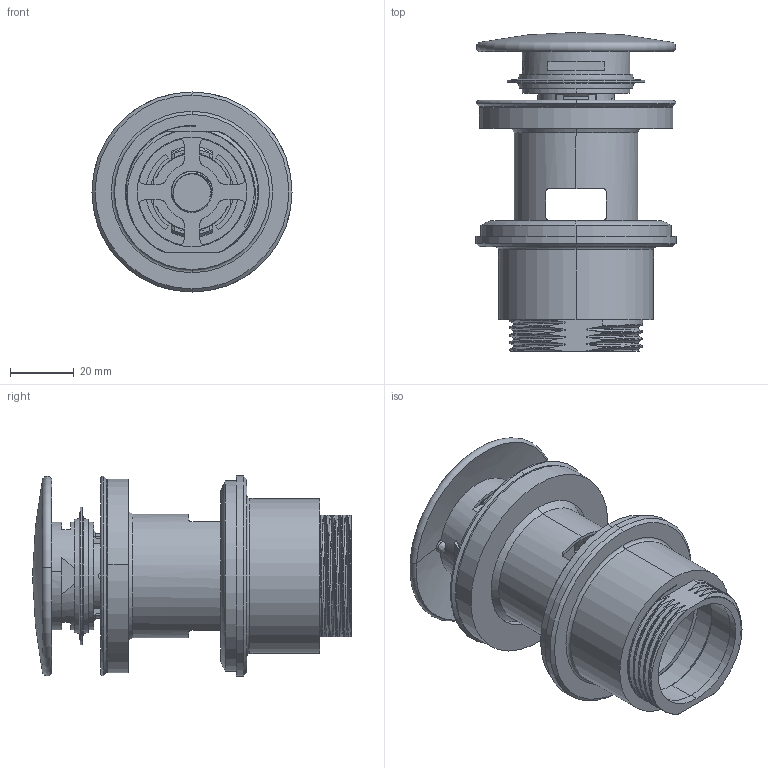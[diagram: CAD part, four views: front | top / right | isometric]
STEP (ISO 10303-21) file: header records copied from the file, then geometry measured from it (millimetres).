
FILE_DESCRIPTION((''),'2;1');
FILE_NAME('ZSCA060CR','2021-05-10T16:26:42',('ut3'),('PAFFONI SpA'),'CREO PARAMETRIC BY PTC INC, 2020044','CREO PARAMETRIC BY PTC INC, 2020044','');
FILE_SCHEMA(('CONFIG_CONTROL_DESIGN','SHAPE_APPEARANCE_LAYERS_GROUPS'));
Products named in the file (1): ZSCA060CR
Bounding box: 63 x 100.4 x 63 mm (x, y, z)
Volume: 69660.9 mm3; surface area: 57288.5 mm2
Topology: 1 solids, 1 shells, 540 faces, 1545 edges, 1021 vertices
Faces by surface type: plane 215, cylinder 169, bspline 71, cone 65, torus 17, sphere 3
Entity records: 55033 total; most frequent: CARTESIAN_POINT 37644, ORIENTED_EDGE 3090, DIRECTION 2534, EDGE_CURVE 1545, VERTEX_POINT 1021, AXIS2_PLACEMENT_3D 972, VECTOR 590, LINE 590
